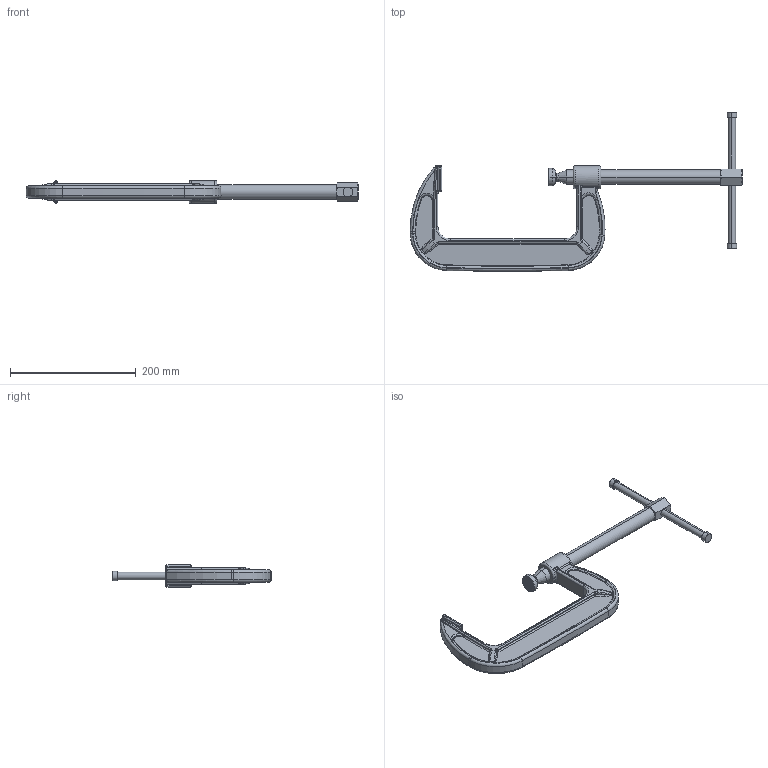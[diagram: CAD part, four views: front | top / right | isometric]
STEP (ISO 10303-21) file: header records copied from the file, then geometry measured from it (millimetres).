
FILE_DESCRIPTION (( 'STEP AP203' ), '1' );
FILE_NAME ('GH-M200.STEP', '2012-04-06T09:05:00', ( 'user' ), ( '' ), 'SwSTEP 2.0', 'SolidWorks 2008', '' );
FILE_SCHEMA (( 'CONFIG_CONTROL_DESIGN' ));
Length unit declared in the file: millimetre
Products named in the file (5): 4m20013_預設; GH-M200; 4m20059_預設; 4m20070_預設; m20001_預設
Assembly tree (4 placements, depth 2):
  GH-M200
    4m20070_預設
    4m20059_預設
    m20001_預設
    4m20013_預設
Bounding box: 528.13 x 252.11 x 36.5 mm (x, y, z)
Volume: 574769.3 mm3; surface area: 110273.3 mm2
Topology: 4 solids, 4 shells, 337 faces, 789 edges, 446 vertices
Faces by surface type: cylinder 104, torus 97, plane 58, bspline 48, sphere 20, cone 10
Entity records: 12954 total; most frequent: CARTESIAN_POINT 5095, DIRECTION 1625, ORIENTED_EDGE 1520, EDGE_CURVE 760, AXIS2_PLACEMENT_3D 713, VERTEX_POINT 443, CIRCLE 417, EDGE_LOOP 353
